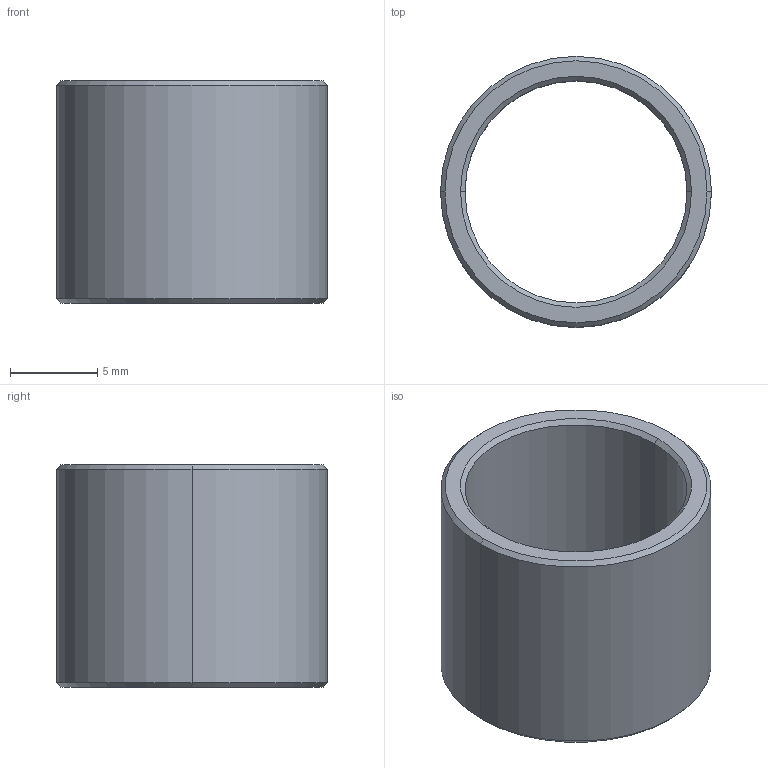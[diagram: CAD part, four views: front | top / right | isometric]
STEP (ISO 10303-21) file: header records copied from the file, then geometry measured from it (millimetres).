
FILE_DESCRIPTION (( 'STEP AP214' ), '1' );
FILE_NAME ('am-2360 0.5'''' Long, 0.5'''' ID, 0.620'''' OD, Nylon Spacer.STEP', '2014-08-21T21:06:02', ( '' ), ( '' ), 'SwSTEP 2.0', 'SolidWorks 2014', '' );
FILE_SCHEMA (( 'AUTOMOTIVE_DESIGN' ));
Length unit declared in the file: inch
Products named in the file (1): am-2360 0.5'''' Long, 0.5'''' ID, 0.620'''' OD, Nylon Spacer
Bounding box: 15.49 x 15.49 x 12.7 mm (x, y, z)
Volume: 780 mm3; surface area: 1222.3 mm2
Topology: 1 solids, 1 shells, 14 faces, 28 edges, 16 vertices
Faces by surface type: cone 8, cylinder 4, plane 2
Entity records: 408 total; most frequent: DIRECTION 74, CARTESIAN_POINT 59, ORIENTED_EDGE 56, AXIS2_PLACEMENT_3D 31, EDGE_CURVE 28, VERTEX_POINT 16, CIRCLE 16, EDGE_LOOP 16
